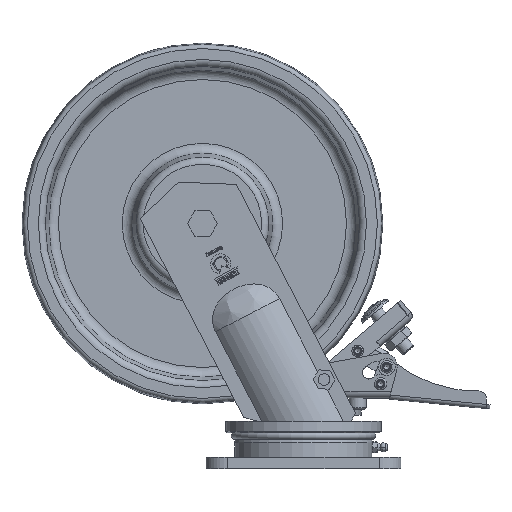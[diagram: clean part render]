
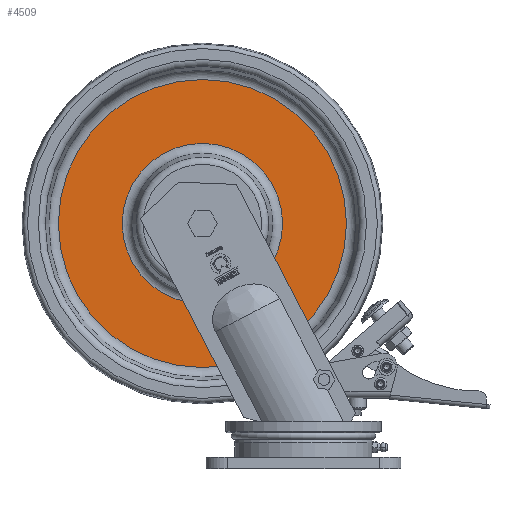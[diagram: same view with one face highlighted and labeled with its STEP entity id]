
A CAD part, left-side view. The second image highlights one B-rep face of the part: STEP entity #4509.
In plain terms, the highlighted planar face has unit normal (-1, 0, 0).
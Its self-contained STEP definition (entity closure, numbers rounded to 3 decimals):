
#4509=ADVANCED_FACE('',(#6399,#5970),#5234,.T.);
#5234=PLANE('',#17619);
#5970=FACE_OUTER_BOUND('',#7406,.T.);
#6399=FACE_BOUND('',#7405,.T.);
#7405=EDGE_LOOP('',(#11065));
#7406=EDGE_LOOP('',(#11066));
#11065=ORIENTED_EDGE('',*,*,#15926,.F.);
#11066=ORIENTED_EDGE('',*,*,#15927,.F.);
#13811=VERTEX_POINT('',#29953);
#13812=VERTEX_POINT('',#29955);
#15926=EDGE_CURVE('',#13811,#13811,#16825,.T.);
#15927=EDGE_CURVE('',#13812,#13812,#16826,.T.);
#16825=CIRCLE('',#17617,55.559);
#16826=CIRCLE('',#17618,99.807);
#17617=AXIS2_PLACEMENT_3D('',#29952,#20202,#20203);
#17618=AXIS2_PLACEMENT_3D('',#29954,#20204,#20205);
#17619=AXIS2_PLACEMENT_3D('',#29956,#20206,#20207);
#20202=DIRECTION('',(-1.,0.,0.));
#20203=DIRECTION('',(0.,0.,-1.));
#20204=DIRECTION('',(1.,0.,0.));
#20205=DIRECTION('',(0.,0.,-1.));
#20206=DIRECTION('',(-1.,0.,0.));
#20207=DIRECTION('',(0.,0.,-1.));
#29952=CARTESIAN_POINT('',(-8.5,0.,0.));
#29953=CARTESIAN_POINT('',(-8.5,0.,-55.559));
#29954=CARTESIAN_POINT('',(-8.5,0.,0.));
#29955=CARTESIAN_POINT('',(-8.5,0.,-99.807));
#29956=CARTESIAN_POINT('',(-8.5,105.,0.));
